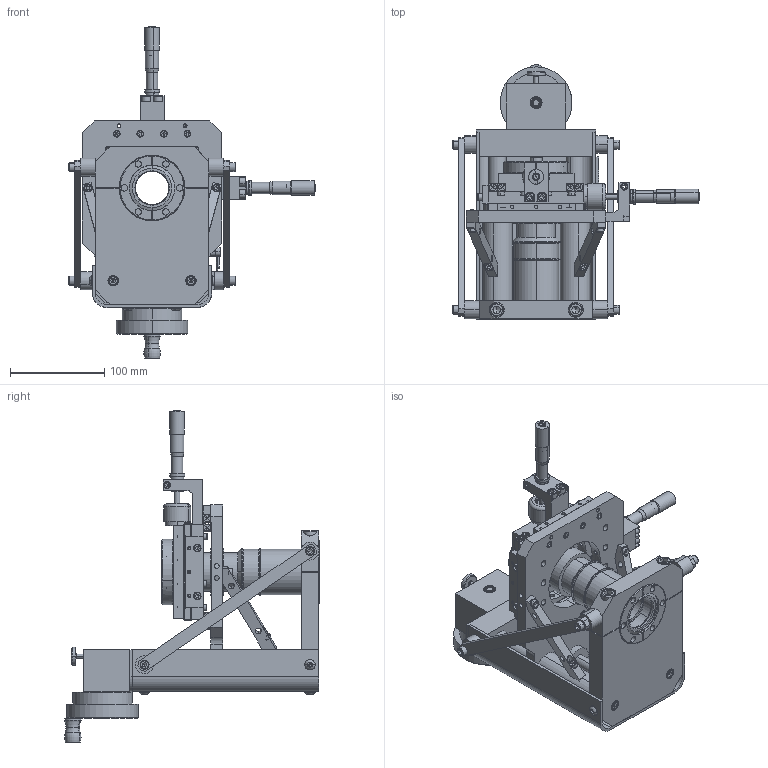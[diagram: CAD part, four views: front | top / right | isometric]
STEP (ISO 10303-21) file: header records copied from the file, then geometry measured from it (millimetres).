
FILE_DESCRIPTION (( 'STEP AP214' ), '1' );
FILE_NAME ('SN10385801, EMC-1.39-B275C-T275T-2, AP214.STEP', '2023-08-22T16:24:26', ( '' ), ( '' ), 'SwSTEP 2.0', 'SolidWorks 2023', '' );
FILE_SCHEMA (( 'AUTOMOTIVE_DESIGN' ));
Length unit declared in the file: inch
Products named in the file (1): SN10385801,  EMC-1.39-B275C-T275T-2, AP214
Bounding box: 262.29 x 270.55 x 352.39 mm (x, y, z)
Surface area: 474671.5 mm2 (no closed solid volume)
Topology: 0 solids, 226 shells, 1631 faces, 5745 edges, 4130 vertices
Faces by surface type: plane 814, cylinder 478, cone 313, torus 14, sphere 12
Entity records: 62874 total; most frequent: CARTESIAN_POINT 13127, DIRECTION 10739, ORIENTED_EDGE 8649, EDGE_CURVE 5667, VERTEX_POINT 4130, LINE 3653, VECTOR 3653, AXIS2_PLACEMENT_3D 3543
